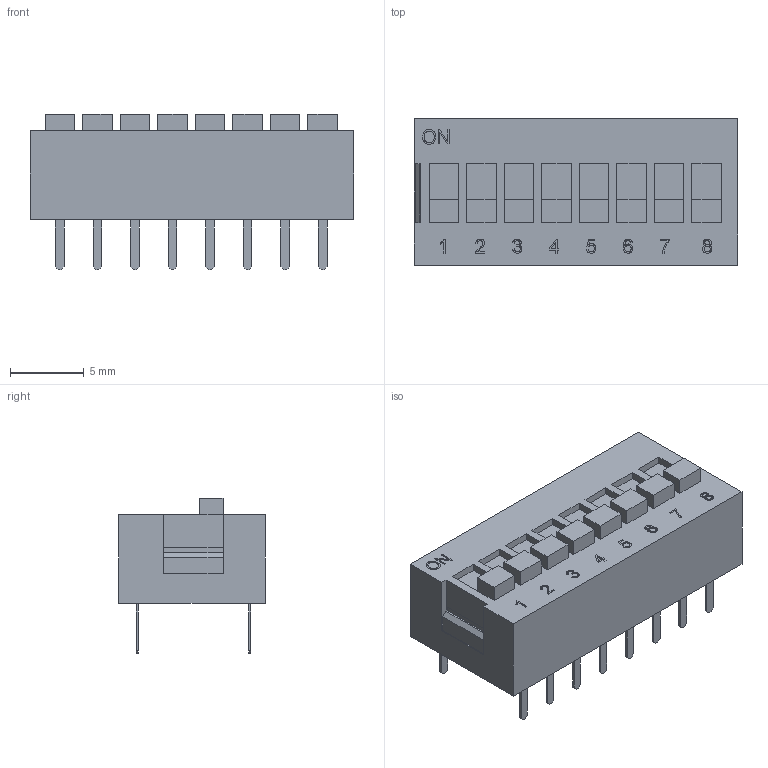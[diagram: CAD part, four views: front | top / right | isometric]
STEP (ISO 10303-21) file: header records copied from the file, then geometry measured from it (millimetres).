
FILE_DESCRIPTION(('FreeCAD Model'),'2;1');
FILE_NAME('DS_08.stp', '2015-04-18T14:23:11',('FreeCAD'),('FreeCAD'), 'Open CASCADE STEP processor 6.7','FreeCAD','Unknown');
FILE_SCHEMA(('AUTOMOTIVE_DESIGN_CC2 { 1 2 10303 214 -1 1 5 4 }'));
Length unit declared in the file: millimetre
Products named in the file (4): Pocket003; Array001; Fusion; Array
Bounding box: 21.88 x 9.9 x 10.5 mm (x, y, z)
Volume: 1288.3 mm3; surface area: 1104.9 mm2
Topology: 35 solids, 35 shells, 457 faces, 1132 edges, 754 vertices
Faces by surface type: plane 307, extrusion 150
Entity records: 29004 total; most frequent: CARTESIAN_POINT 6110, DIRECTION 3560, VECTOR 2944, LINE 2794, ORIENTED_EDGE 2264, PCURVE 2264, DEFINITIONAL_REPRESENTATION 2264, EDGE_CURVE 1132
